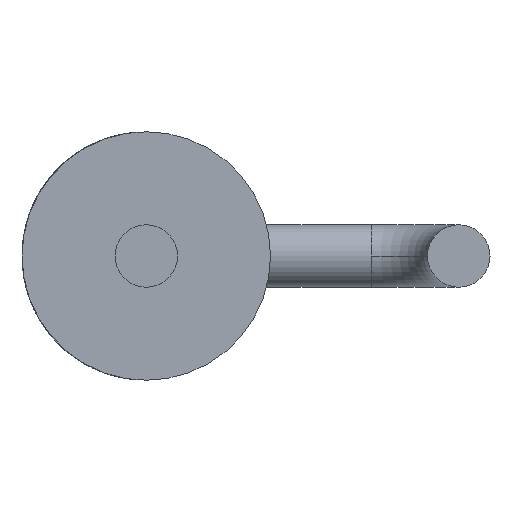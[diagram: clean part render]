
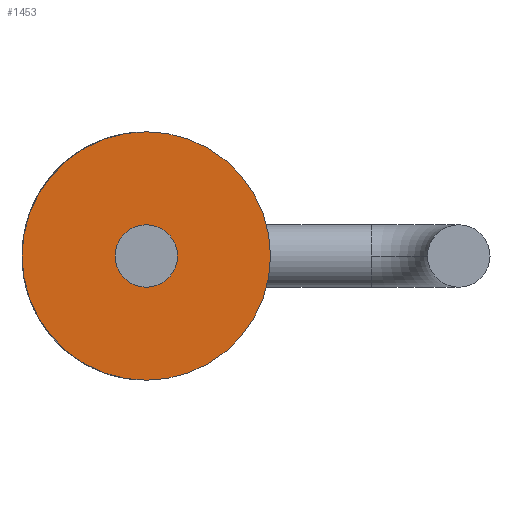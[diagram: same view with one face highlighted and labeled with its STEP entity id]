
A CAD part, front view. The second image highlights one B-rep face of the part: STEP entity #1453.
In plain terms, the highlighted planar face has unit normal (0, -1, 0).
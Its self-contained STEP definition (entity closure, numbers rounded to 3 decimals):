
#107 = FACE_OUTER_BOUND ( 'NONE', #2015, .T. ) ;
#166 = VERTEX_POINT ( 'NONE', #4142 ) ;
#489 = EDGE_LOOP ( 'NONE', ( #4485, #4666 ) ) ;
#570 = AXIS2_PLACEMENT_3D ( 'NONE', #2680, #1388, #3726 ) ;
#831 = CARTESIAN_POINT ( 'NONE',  ( 0., 2., 0. ) ) ;
#999 = DIRECTION ( 'NONE',  ( 0., 1., 0. ) ) ;
#1185 = ORIENTED_EDGE ( 'NONE', *, *, #2972, .F. ) ;
#1277 = PLANE ( 'NONE',  #4919 ) ;
#1388 = DIRECTION ( 'NONE',  ( 0., -1., 0. ) ) ;
#1453 = ADVANCED_FACE ( 'NONE', ( #1636, #107 ), #1277, .F. ) ;
#1636 = FACE_BOUND ( 'NONE', #489, .T. ) ;
#1789 = CIRCLE ( 'NONE', #4014, 0.635 ) ;
#1875 = CARTESIAN_POINT ( 'NONE',  ( 0., 2., 0. ) ) ;
#1910 = CARTESIAN_POINT ( 'NONE',  ( 0., 2., 0. ) ) ;
#1911 = CARTESIAN_POINT ( 'NONE',  ( 0., 2., 0. ) ) ;
#2015 = EDGE_LOOP ( 'NONE', ( #1185, #4224 ) ) ;
#2127 = EDGE_CURVE ( 'NONE', #2952, #166, #4657, .T. ) ;
#2231 = CARTESIAN_POINT ( 'NONE',  ( 0.635, 2., 0. ) ) ;
#2497 = CARTESIAN_POINT ( 'NONE',  ( 0., 2., 2.525 ) ) ;
#2680 = CARTESIAN_POINT ( 'NONE',  ( 0., 2., 0. ) ) ;
#2698 = DIRECTION ( 'NONE',  ( 0., 1., 0. ) ) ;
#2886 = EDGE_CURVE ( 'NONE', #3970, #3228, #1789, .T. ) ;
#2916 = CARTESIAN_POINT ( 'NONE',  ( -0.635, 2., 0. ) ) ;
#2942 = DIRECTION ( 'NONE',  ( 0., 0., 1. ) ) ;
#2952 = VERTEX_POINT ( 'NONE', #2497 ) ;
#2972 = EDGE_CURVE ( 'NONE', #166, #2952, #3438, .T. ) ;
#3027 = AXIS2_PLACEMENT_3D ( 'NONE', #1875, #999, #3779 ) ;
#3228 = VERTEX_POINT ( 'NONE', #2231 ) ;
#3438 = CIRCLE ( 'NONE', #4833, 2.525 ) ;
#3726 = DIRECTION ( 'NONE',  ( 0., 0., 1. ) ) ;
#3779 = DIRECTION ( 'NONE',  ( 0., 0., 1. ) ) ;
#3970 = VERTEX_POINT ( 'NONE', #2916 ) ;
#3975 = DIRECTION ( 'NONE',  ( 0., 0., 1. ) ) ;
#4004 = DIRECTION ( 'NONE',  ( 0., -1., 0. ) ) ;
#4009 = EDGE_CURVE ( 'NONE', #3228, #3970, #4768, .T. ) ;
#4014 = AXIS2_PLACEMENT_3D ( 'NONE', #831, #4004, #3975 ) ;
#4142 = CARTESIAN_POINT ( 'NONE',  ( 0., 2., -2.525 ) ) ;
#4224 = ORIENTED_EDGE ( 'NONE', *, *, #2127, .F. ) ;
#4485 = ORIENTED_EDGE ( 'NONE', *, *, #4009, .F. ) ;
#4657 = CIRCLE ( 'NONE', #3027, 2.525 ) ;
#4666 = ORIENTED_EDGE ( 'NONE', *, *, #2886, .F. ) ;
#4768 = CIRCLE ( 'NONE', #570, 0.635 ) ;
#4833 = AXIS2_PLACEMENT_3D ( 'NONE', #1910, #4956, #5064 ) ;
#4919 = AXIS2_PLACEMENT_3D ( 'NONE', #1911, #2698, #2942 ) ;
#4956 = DIRECTION ( 'NONE',  ( 0., 1., 0. ) ) ;
#5064 = DIRECTION ( 'NONE',  ( 0., 0., 1. ) ) ;
